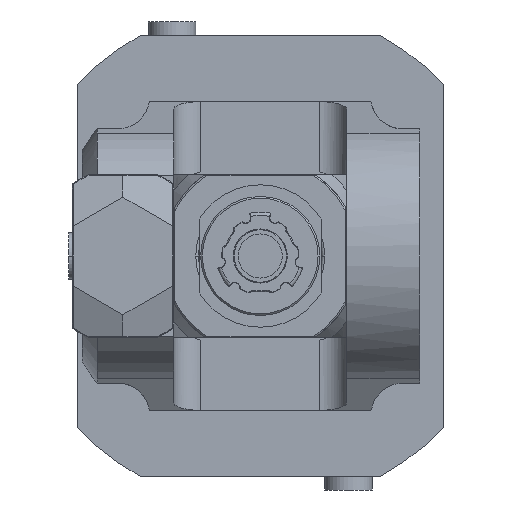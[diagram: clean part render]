
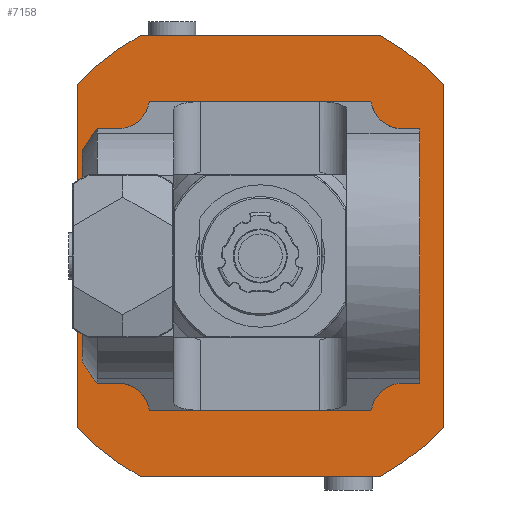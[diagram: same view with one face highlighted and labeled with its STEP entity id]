
A CAD part, left-side view. The second image highlights one B-rep face of the part: STEP entity #7158.
In plain terms, the highlighted planar face has unit normal (-1, 0, 0).
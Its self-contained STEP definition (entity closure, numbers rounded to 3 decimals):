
#1=CARTESIAN_POINT('',(-27.5,0.,0.));
#2=DIRECTION('',(-1.,0.,0.));
#3=DIRECTION('',(0.,0.478,0.878));
#4=AXIS2_PLACEMENT_3D('',#1,#2,#3);
#340=CARTESIAN_POINT('',(-27.5,0.,0.));
#341=DIRECTION('',(1.,0.,0.));
#342=DIRECTION('',(0.,-0.73,-0.684));
#343=AXIS2_PLACEMENT_3D('',#340,#341,#342);
#507=CARTESIAN_POINT('',(-27.5,0.,0.));
#508=DIRECTION('',(-1.,0.,0.));
#509=DIRECTION('',(0.,0.73,-0.684));
#510=AXIS2_PLACEMENT_3D('',#507,#508,#509);
#570=DIRECTION('',(0.,-1.,0.));
#571=VECTOR('',#570,70.739);
#572=CARTESIAN_POINT('',(-27.5,35.369,65.));
#573=LINE('',#572,#571);
#574=DIRECTION('',(0.,0.,-1.));
#575=VECTOR('',#574,101.193);
#576=CARTESIAN_POINT('',(-27.5,-54.,50.596));
#577=LINE('',#576,#575);
#578=DIRECTION('',(0.,1.,0.));
#579=VECTOR('',#578,70.739);
#580=CARTESIAN_POINT('',(-27.5,-35.369,-65.));
#581=LINE('',#580,#579);
#582=DIRECTION('',(0.,0.,1.));
#583=VECTOR('',#582,101.193);
#584=CARTESIAN_POINT('',(-27.5,54.,-50.596));
#585=LINE('',#584,#583);
#586=DIRECTION('',(0.,1.,0.));
#587=VECTOR('',#586,65.238);
#588=CARTESIAN_POINT('',(-27.5,-32.619,-45.5));
#589=LINE('',#588,#587);
#590=CARTESIAN_POINT('',(-27.5,-42.,-47.));
#591=DIRECTION('',(1.,0.,0.));
#592=DIRECTION('',(0.,0.987,0.158));
#593=AXIS2_PLACEMENT_3D('',#590,#591,#592);
#595=DIRECTION('',(0.,-1.,0.));
#596=VECTOR('',#595,3.5);
#597=CARTESIAN_POINT('',(-27.5,-42.,-37.5));
#598=LINE('',#597,#596);
#599=DIRECTION('',(0.,0.,-1.));
#600=VECTOR('',#599,75.);
#601=CARTESIAN_POINT('',(-27.5,-45.5,37.5));
#602=LINE('',#601,#600);
#603=DIRECTION('',(0.,1.,0.));
#604=VECTOR('',#603,3.5);
#605=CARTESIAN_POINT('',(-27.5,-45.5,37.5));
#606=LINE('',#605,#604);
#607=CARTESIAN_POINT('',(-27.5,-42.,47.));
#608=DIRECTION('',(1.,0.,0.));
#609=DIRECTION('',(0.,0.,-1.));
#610=AXIS2_PLACEMENT_3D('',#607,#608,#609);
#612=DIRECTION('',(0.,-1.,0.));
#613=VECTOR('',#612,65.238);
#614=CARTESIAN_POINT('',(-27.5,32.619,45.5));
#615=LINE('',#614,#613);
#616=CARTESIAN_POINT('',(-27.5,42.,47.));
#617=DIRECTION('',(1.,0.,0.));
#618=DIRECTION('',(0.,-0.987,-0.158));
#619=AXIS2_PLACEMENT_3D('',#616,#617,#618);
#621=DIRECTION('',(0.,1.,0.));
#622=VECTOR('',#621,4.);
#623=CARTESIAN_POINT('',(-27.5,42.,37.5));
#624=LINE('',#623,#622);
#625=DIRECTION('',(0.,0.,-1.));
#626=VECTOR('',#625,75.);
#627=CARTESIAN_POINT('',(-27.5,46.,37.5));
#628=LINE('',#627,#626);
#629=DIRECTION('',(0.,-1.,0.));
#630=VECTOR('',#629,4.);
#631=CARTESIAN_POINT('',(-27.5,46.,-37.5));
#632=LINE('',#631,#630);
#633=CARTESIAN_POINT('',(-27.5,42.,-47.));
#634=DIRECTION('',(1.,0.,0.));
#635=DIRECTION('',(0.,0.,1.));
#636=AXIS2_PLACEMENT_3D('',#633,#634,#635);
#638=CARTESIAN_POINT('',(-27.5,0.,0.));
#639=DIRECTION('',(1.,0.,0.));
#640=DIRECTION('',(0.,-0.478,0.878));
#641=AXIS2_PLACEMENT_3D('',#638,#639,#640);
#5436=CARTESIAN_POINT('',(-27.5,35.369,65.));
#5438=VERTEX_POINT('',#5436);
#5440=CARTESIAN_POINT('',(-27.5,35.369,-65.));
#5442=VERTEX_POINT('',#5440);
#5444=CARTESIAN_POINT('',(-27.5,54.,50.596));
#5446=VERTEX_POINT('',#5444);
#5448=CARTESIAN_POINT('',(-27.5,54.,-50.596));
#5450=VERTEX_POINT('',#5448);
#5453=CARTESIAN_POINT('',(-27.5,-35.369,65.));
#5454=VERTEX_POINT('',#5453);
#5455=CARTESIAN_POINT('',(-27.5,-54.,50.596));
#5456=CARTESIAN_POINT('',(-27.5,-54.,-50.596));
#5457=VERTEX_POINT('',#5455);
#5458=VERTEX_POINT('',#5456);
#5459=CARTESIAN_POINT('',(-27.5,-35.369,-65.));
#5460=VERTEX_POINT('',#5459);
#5795=CARTESIAN_POINT('',(-27.5,-32.619,-45.5));
#5796=CARTESIAN_POINT('',(-27.5,32.619,-45.5));
#5797=VERTEX_POINT('',#5795);
#5798=VERTEX_POINT('',#5796);
#5799=CARTESIAN_POINT('',(-27.5,32.619,45.5));
#5800=CARTESIAN_POINT('',(-27.5,-32.619,45.5));
#5801=VERTEX_POINT('',#5799);
#5802=VERTEX_POINT('',#5800);
#5803=CARTESIAN_POINT('',(-27.5,-45.5,37.5));
#5804=CARTESIAN_POINT('',(-27.5,-45.5,-37.5));
#5805=VERTEX_POINT('',#5803);
#5806=VERTEX_POINT('',#5804);
#5807=CARTESIAN_POINT('',(-27.5,46.,37.5));
#5808=CARTESIAN_POINT('',(-27.5,46.,-37.5));
#5809=VERTEX_POINT('',#5807);
#5810=VERTEX_POINT('',#5808);
#5811=CARTESIAN_POINT('',(-27.5,42.,37.5));
#5812=VERTEX_POINT('',#5811);
#5813=CARTESIAN_POINT('',(-27.5,-42.,37.5));
#5814=VERTEX_POINT('',#5813);
#5815=CARTESIAN_POINT('',(-27.5,-42.,-37.5));
#5816=VERTEX_POINT('',#5815);
#5817=CARTESIAN_POINT('',(-27.5,42.,-37.5));
#5818=VERTEX_POINT('',#5817);
#7116=CARTESIAN_POINT('',(-27.5,0.,0.));
#7117=DIRECTION('',(-1.,0.,0.));
#7118=DIRECTION('',(0.,0.,-1.));
#7119=AXIS2_PLACEMENT_3D('',#7116,#7117,#7118);
#7120=PLANE('',#7119);
#7121=ORIENTED_EDGE('',*,*,#6565,.T.);
#7123=ORIENTED_EDGE('',*,*,#7122,.T.);
#7124=ORIENTED_EDGE('',*,*,#6746,.T.);
#7125=ORIENTED_EDGE('',*,*,#6834,.T.);
#7126=ORIENTED_EDGE('',*,*,#6851,.T.);
#7127=ORIENTED_EDGE('',*,*,#7008,.F.);
#7128=ORIENTED_EDGE('',*,*,#7024,.T.);
#7129=ORIENTED_EDGE('',*,*,#6546,.F.);
#7130=EDGE_LOOP('',(#7121,#7123,#7124,#7125,#7126,#7127,#7128,#7129));
#7131=FACE_OUTER_BOUND('',#7130,.F.);
#7133=ORIENTED_EDGE('',*,*,#7132,.F.);
#7135=ORIENTED_EDGE('',*,*,#7134,.T.);
#7137=ORIENTED_EDGE('',*,*,#7136,.T.);
#7139=ORIENTED_EDGE('',*,*,#7138,.F.);
#7141=ORIENTED_EDGE('',*,*,#7140,.T.);
#7143=ORIENTED_EDGE('',*,*,#7142,.T.);
#7145=ORIENTED_EDGE('',*,*,#7144,.F.);
#7147=ORIENTED_EDGE('',*,*,#7146,.T.);
#7149=ORIENTED_EDGE('',*,*,#7148,.T.);
#7151=ORIENTED_EDGE('',*,*,#7150,.T.);
#7153=ORIENTED_EDGE('',*,*,#7152,.T.);
#7155=ORIENTED_EDGE('',*,*,#7154,.T.);
#7156=EDGE_LOOP('',(#7133,#7135,#7137,#7139,#7141,#7143,#7145,#7147,#7149,#7151,
#7153,#7155));
#7157=FACE_BOUND('',#7156,.F.);
#7158=ADVANCED_FACE('',(#7131,#7157),#7120,.T.);
#5=CIRCLE('',#4,74.);
#344=CIRCLE('',#343,74.);
#511=CIRCLE('',#510,74.);
#594=CIRCLE('',#593,9.5);
#611=CIRCLE('',#610,9.5);
#620=CIRCLE('',#619,9.5);
#637=CIRCLE('',#636,9.5);
#642=CIRCLE('',#641,74.);
#6546=EDGE_CURVE('',#5438,#5446,#5,.T.);
#6565=EDGE_CURVE('',#5438,#5454,#573,.T.);
#6746=EDGE_CURVE('',#5457,#5458,#577,.T.);
#6834=EDGE_CURVE('',#5458,#5460,#344,.T.);
#6851=EDGE_CURVE('',#5460,#5442,#581,.T.);
#7008=EDGE_CURVE('',#5450,#5442,#511,.T.);
#7024=EDGE_CURVE('',#5450,#5446,#585,.T.);
#7122=EDGE_CURVE('',#5454,#5457,#642,.T.);
#7132=EDGE_CURVE('',#5797,#5798,#589,.T.);
#7134=EDGE_CURVE('',#5797,#5816,#594,.T.);
#7136=EDGE_CURVE('',#5816,#5806,#598,.T.);
#7138=EDGE_CURVE('',#5805,#5806,#602,.T.);
#7140=EDGE_CURVE('',#5805,#5814,#606,.T.);
#7142=EDGE_CURVE('',#5814,#5802,#611,.T.);
#7144=EDGE_CURVE('',#5801,#5802,#615,.T.);
#7146=EDGE_CURVE('',#5801,#5812,#620,.T.);
#7148=EDGE_CURVE('',#5812,#5809,#624,.T.);
#7150=EDGE_CURVE('',#5809,#5810,#628,.T.);
#7152=EDGE_CURVE('',#5810,#5818,#632,.T.);
#7154=EDGE_CURVE('',#5818,#5798,#637,.T.);
